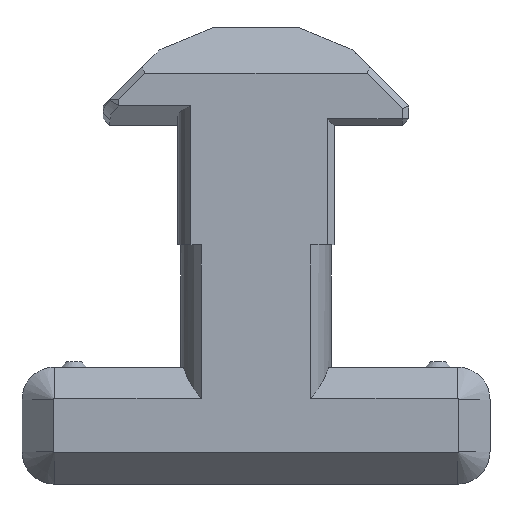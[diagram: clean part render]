
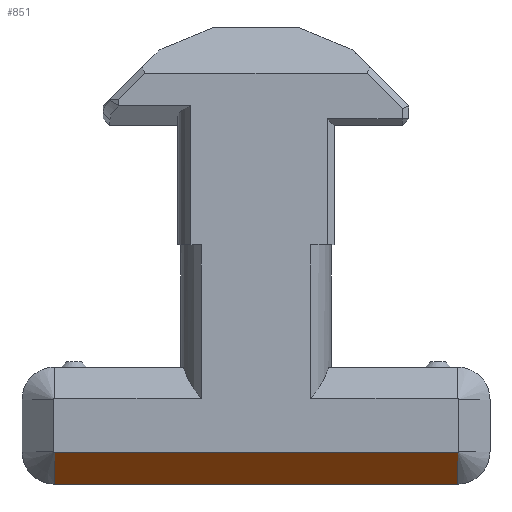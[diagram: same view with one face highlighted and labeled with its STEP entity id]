
A CAD part, front view. The second image highlights one B-rep face of the part: STEP entity #851.
In plain terms, the highlighted planar face has unit normal (0, -0.707, -0.707).
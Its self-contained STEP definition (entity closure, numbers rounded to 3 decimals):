
#87 = CARTESIAN_POINT ( 'NONE',  ( -7.75, -0.8, -4.5 ) ) ;
#88 = VERTEX_POINT ( 'NONE', #1395 ) ;
#133 = VERTEX_POINT ( 'NONE', #1209 ) ;
#202 = EDGE_LOOP ( 'NONE', ( #1228, #658, #2540, #1343 ) ) ;
#246 = CARTESIAN_POINT ( 'NONE',  ( 7.76, -2.007, -3.293 ) ) ;
#284 = LINE ( 'NONE', #2575, #539 ) ;
#327 = AXIS2_PLACEMENT_3D ( 'NONE', #246, #1943, #2302 ) ;
#539 = VECTOR ( 'NONE', #2170, 1000. ) ;
#590 = VECTOR ( 'NONE', #2064, 1000. ) ;
#658 = ORIENTED_EDGE ( 'NONE', *, *, #989, .T. ) ;
#724 = LINE ( 'NONE', #1533, #1502 ) ;
#784 = EDGE_CURVE ( 'NONE', #1375, #2019, #1441, .T. ) ;
#851 = ADVANCED_FACE ( 'NONE', ( #1271 ), #2331, .T. ) ;
#989 = EDGE_CURVE ( 'NONE', #1375, #133, #284, .T. ) ;
#1020 = CARTESIAN_POINT ( 'NONE',  ( -7.75, -1.4, -3.9 ) ) ;
#1209 = CARTESIAN_POINT ( 'NONE',  ( 7.75, -0.8, -4.5 ) ) ;
#1228 = ORIENTED_EDGE ( 'NONE', *, *, #784, .F. ) ;
#1271 = FACE_OUTER_BOUND ( 'NONE', #202, .T. ) ;
#1301 = LINE ( 'NONE', #2348, #1976 ) ;
#1338 = EDGE_CURVE ( 'NONE', #2019, #88, #724, .T. ) ;
#1343 = ORIENTED_EDGE ( 'NONE', *, *, #1338, .F. ) ;
#1375 = VERTEX_POINT ( 'NONE', #87 ) ;
#1395 = CARTESIAN_POINT ( 'NONE',  ( 7.75, -2., -3.3 ) ) ;
#1441 = LINE ( 'NONE', #1020, #590 ) ;
#1502 = VECTOR ( 'NONE', #1720, 1000. ) ;
#1533 = CARTESIAN_POINT ( 'NONE',  ( 0., -2., -3.3 ) ) ;
#1720 = DIRECTION ( 'NONE',  ( 1., 0., 0. ) ) ;
#1943 = DIRECTION ( 'NONE',  ( 0., -0.707, -0.707 ) ) ;
#1976 = VECTOR ( 'NONE', #2571, 1000. ) ;
#2019 = VERTEX_POINT ( 'NONE', #2275 ) ;
#2064 = DIRECTION ( 'NONE',  ( 0., -0.707, 0.707 ) ) ;
#2170 = DIRECTION ( 'NONE',  ( 1., 0., 0. ) ) ;
#2275 = CARTESIAN_POINT ( 'NONE',  ( -7.75, -2., -3.3 ) ) ;
#2302 = DIRECTION ( 'NONE',  ( -1., 0., 0. ) ) ;
#2331 = PLANE ( 'NONE',  #327 ) ;
#2348 = CARTESIAN_POINT ( 'NONE',  ( 7.75, -1.4, -3.9 ) ) ;
#2513 = EDGE_CURVE ( 'NONE', #133, #88, #1301, .T. ) ;
#2540 = ORIENTED_EDGE ( 'NONE', *, *, #2513, .T. ) ;
#2571 = DIRECTION ( 'NONE',  ( 0., -0.707, 0.707 ) ) ;
#2575 = CARTESIAN_POINT ( 'NONE',  ( 0., -0.8, -4.5 ) ) ;
